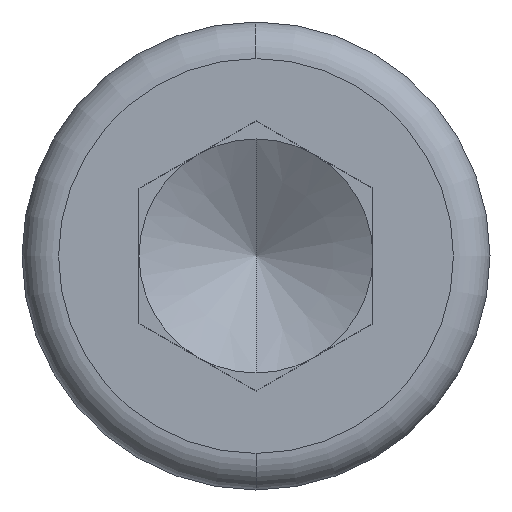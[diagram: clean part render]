
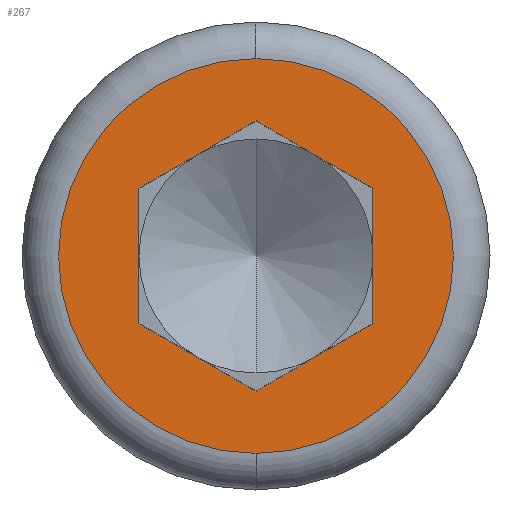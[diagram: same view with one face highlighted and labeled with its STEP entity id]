
A CAD part, left-side view. The second image highlights one B-rep face of the part: STEP entity #267.
In plain terms, the highlighted planar face has unit normal (-1, 0, 0).
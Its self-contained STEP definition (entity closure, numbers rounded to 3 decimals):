
#23 = VERTEX_POINT ( 'NONE', #235 ) ;
#26 = ORIENTED_EDGE ( 'NONE', *, *, #316, .T. ) ;
#27 = EDGE_CURVE ( 'NONE', #111, #23, #232, .T. ) ;
#60 = EDGE_CURVE ( 'NONE', #61, #62, #548, .T. ) ;
#61 = VERTEX_POINT ( 'NONE', #543 ) ;
#62 = VERTEX_POINT ( 'NONE', #542 ) ;
#108 = ORIENTED_EDGE ( 'NONE', *, *, #109, .T. ) ;
#109 = EDGE_CURVE ( 'NONE', #110, #111, #372, .T. ) ;
#110 = VERTEX_POINT ( 'NONE', #368 ) ;
#111 = VERTEX_POINT ( 'NONE', #582 ) ;
#112 = ORIENTED_EDGE ( 'NONE', *, *, #27, .T. ) ;
#140 = ORIENTED_EDGE ( 'NONE', *, *, #141, .T. ) ;
#141 = EDGE_CURVE ( 'NONE', #334, #142, #560, .T. ) ;
#142 = VERTEX_POINT ( 'NONE', #556 ) ;
#157 = ORIENTED_EDGE ( 'NONE', *, *, #335, .T. ) ;
#225 = DIRECTION ( 'NONE',  ( 0., 0.866, 0.5 ) ) ;
#226 = VECTOR ( 'NONE', #225, 1000. ) ;
#227 = CARTESIAN_POINT ( 'NONE',  ( 0., 0., -4.619 ) ) ;
#232 = LINE ( 'NONE', #227, #226 ) ;
#235 = CARTESIAN_POINT ( 'NONE',  ( 0., 4., -2.309 ) ) ;
#265 = ORIENTED_EDGE ( 'NONE', *, *, #266, .T. ) ;
#266 = EDGE_CURVE ( 'NONE', #336, #110, #801, .T. ) ;
#267 = ADVANCED_FACE ( 'NONE', ( #793, #792 ), #635, .F. ) ;
#316 = EDGE_CURVE ( 'NONE', #23, #334, #701, .T. ) ;
#334 = VERTEX_POINT ( 'NONE', #741 ) ;
#335 = EDGE_CURVE ( 'NONE', #142, #336, #740, .T. ) ;
#336 = VERTEX_POINT ( 'NONE', #736 ) ;
#337 = EDGE_LOOP ( 'NONE', ( #108, #112, #26, #140, #157, #265 ) ) ;
#338 = EDGE_CURVE ( 'NONE', #62, #61, #734, .T. ) ;
#339 = ORIENTED_EDGE ( 'NONE', *, *, #60, .T. ) ;
#345 = EDGE_LOOP ( 'NONE', ( #346, #339 ) ) ;
#346 = ORIENTED_EDGE ( 'NONE', *, *, #338, .T. ) ;
#368 = CARTESIAN_POINT ( 'NONE',  ( 0., -4., -2.309 ) ) ;
#369 = DIRECTION ( 'NONE',  ( 0., 0.866, -0.5 ) ) ;
#370 = VECTOR ( 'NONE', #369, 1000. ) ;
#371 = CARTESIAN_POINT ( 'NONE',  ( 0., -4., -2.309 ) ) ;
#372 = LINE ( 'NONE', #371, #370 ) ;
#542 = CARTESIAN_POINT ( 'NONE',  ( 0., 0., -6.75 ) ) ;
#543 = CARTESIAN_POINT ( 'NONE',  ( 0., 0., 6.75 ) ) ;
#544 = DIRECTION ( 'NONE',  ( 0., 0., -1. ) ) ;
#545 = DIRECTION ( 'NONE',  ( -1., 0., 0. ) ) ;
#546 = CARTESIAN_POINT ( 'NONE',  ( 0., 0., 0. ) ) ;
#547 = AXIS2_PLACEMENT_3D ( 'NONE', #546, #545, #544 ) ;
#548 = CIRCLE ( 'NONE', #547, 6.75 ) ;
#556 = CARTESIAN_POINT ( 'NONE',  ( 0., 0., 4.619 ) ) ;
#557 = DIRECTION ( 'NONE',  ( 0., -0.866, 0.5 ) ) ;
#558 = VECTOR ( 'NONE', #557, 1000. ) ;
#559 = CARTESIAN_POINT ( 'NONE',  ( 0., 4., 2.309 ) ) ;
#560 = LINE ( 'NONE', #559, #558 ) ;
#582 = CARTESIAN_POINT ( 'NONE',  ( 0., 0., -4.619 ) ) ;
#631 = DIRECTION ( 'NONE',  ( 0., 0., -1. ) ) ;
#632 = DIRECTION ( 'NONE',  ( 1., 0., 0. ) ) ;
#633 = CARTESIAN_POINT ( 'NONE',  ( 0., 0., 0. ) ) ;
#634 = AXIS2_PLACEMENT_3D ( 'NONE', #633, #632, #631 ) ;
#635 = PLANE ( 'NONE',  #634 ) ;
#698 = DIRECTION ( 'NONE',  ( 0., 0., 1. ) ) ;
#699 = VECTOR ( 'NONE', #698, 1000. ) ;
#700 = CARTESIAN_POINT ( 'NONE',  ( 0., 4., -2.309 ) ) ;
#701 = LINE ( 'NONE', #700, #699 ) ;
#732 = CARTESIAN_POINT ( 'NONE',  ( 0., 0., 0. ) ) ;
#733 = AXIS2_PLACEMENT_3D ( 'NONE', #732, #777, #776 ) ;
#734 = CIRCLE ( 'NONE', #733, 6.75 ) ;
#736 = CARTESIAN_POINT ( 'NONE',  ( 0., -4., 2.309 ) ) ;
#737 = DIRECTION ( 'NONE',  ( 0., -0.866, -0.5 ) ) ;
#738 = VECTOR ( 'NONE', #737, 1000. ) ;
#739 = CARTESIAN_POINT ( 'NONE',  ( 0., 0., 4.619 ) ) ;
#740 = LINE ( 'NONE', #739, #738 ) ;
#741 = CARTESIAN_POINT ( 'NONE',  ( 0., 4., 2.309 ) ) ;
#776 = DIRECTION ( 'NONE',  ( 0., 0., -1. ) ) ;
#777 = DIRECTION ( 'NONE',  ( -1., 0., 0. ) ) ;
#792 = FACE_BOUND ( 'NONE', #337, .T. ) ;
#793 = FACE_OUTER_BOUND ( 'NONE', #345, .T. ) ;
#794 = DIRECTION ( 'NONE',  ( 0., 0., -1. ) ) ;
#795 = VECTOR ( 'NONE', #794, 1000. ) ;
#796 = CARTESIAN_POINT ( 'NONE',  ( 0., -4., 2.309 ) ) ;
#801 = LINE ( 'NONE', #796, #795 ) ;
